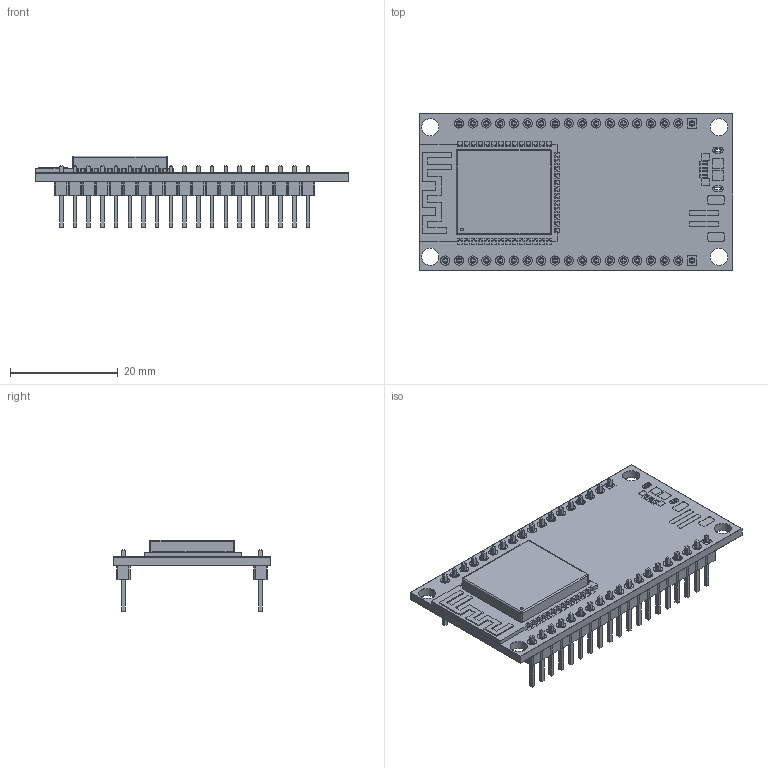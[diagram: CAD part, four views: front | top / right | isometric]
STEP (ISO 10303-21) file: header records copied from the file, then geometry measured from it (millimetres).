
FILE_DESCRIPTION(('KiCad electronic assembly'),'2;1');
FILE_NAME('firebeetle.step','2025-09-28T11:53:01',('Pcbnew'),('Kicad'), 'Open CASCADE STEP processor 7.9','KiCad to STEP converter','Unknown' );
FILE_SCHEMA(('AUTOMOTIVE_DESIGN { 1 0 10303 214 1 1 1 1 }'));
Length unit declared in the file: millimetre
Products named in the file (7): firebeetle 1; ESP32-S3-WROOM-2; PinHeader_1x18_P2.54mm_Vertical; PinHeader_1x19_P2.54mm_Vertical; firebeetle_pad; firebeetle_soldermask; firebeetle_PCB
Assembly tree (6 placements, depth 2):
  firebeetle 1
    ESP32-S3-WROOM-2
    PinHeader_1x18_P2.54mm_Vertical
    PinHeader_1x19_P2.54mm_Vertical
    firebeetle_pad
    firebeetle_soldermask
    firebeetle_PCB
Bounding box: 58 x 29 x 13.32 mm (x, y, z)
Volume: 4196.9 mm3; surface area: 10665.8 mm2
Topology: 219 solids, 225 shells, 2320 faces, 5752 edges, 3958 vertices
Faces by surface type: plane 1880, cylinder 436, sphere 4
Full cylindrical faces by diameter (mm): 0.15 x36, 0.2 x24, 0.5 x1, 0.6 x24, 0.95 x111, 1 x74, 1.7 x70, 3.2 x4
Entity records: 78571 total; most frequent: CARTESIAN_POINT 12033, DIRECTION 11412, ORIENTED_EDGE 11006, EDGE_CURVE 5748, LINE 4738, VECTOR 4738, VERTEX_POINT 3958, AXIS2_PLACEMENT_3D 3337
